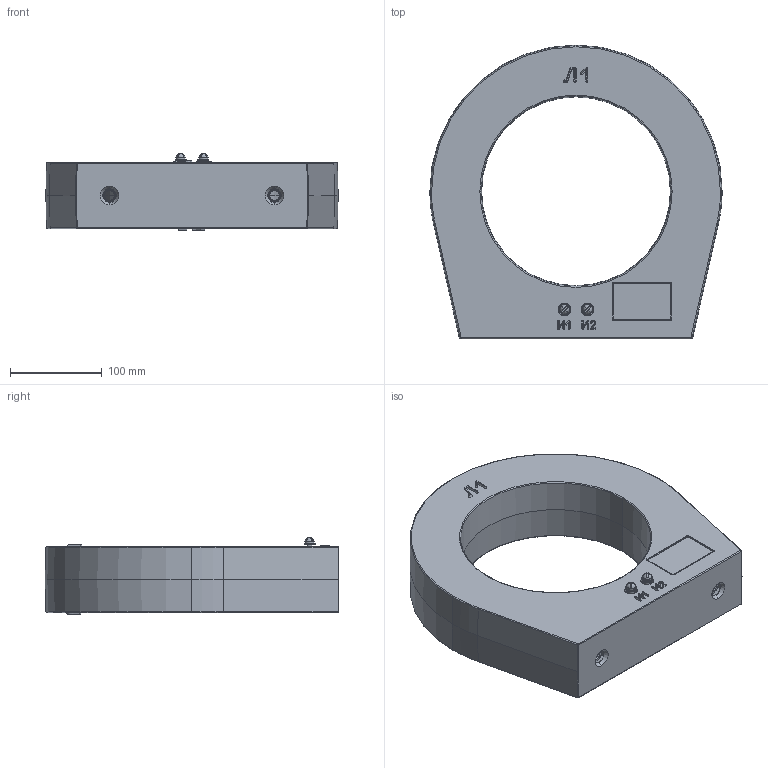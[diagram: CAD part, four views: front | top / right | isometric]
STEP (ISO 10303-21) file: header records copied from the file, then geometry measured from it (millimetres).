
FILE_DESCRIPTION (( 'STEP AP203' ), '1' );
FILE_NAME ('ﾒﾇﾋ-200.STEP', '2017-12-21T03:49:50', ( '' ), ( '' ), 'SwSTEP 2.0', 'SolidWorks 2010', '' );
FILE_SCHEMA (( 'CONFIG_CONTROL_DESIGN' ));
Length unit declared in the file: millimetre
Products named in the file (1): ﾒﾇﾋ-200
Bounding box: 319 x 320.5 x 83.71 mm (x, y, z)
Surface area: 232235.6 mm2 (no closed solid volume)
Topology: 0 solids, 15 shells, 213 faces, 631 edges, 430 vertices
Faces by surface type: plane 88, cone 56, cylinder 39, torus 22, sphere 8
Entity records: 7227 total; most frequent: CARTESIAN_POINT 1345, DIRECTION 1286, ORIENTED_EDGE 1092, EDGE_CURVE 627, AXIS2_PLACEMENT_3D 463, VERTEX_POINT 430, LINE 360, VECTOR 360
